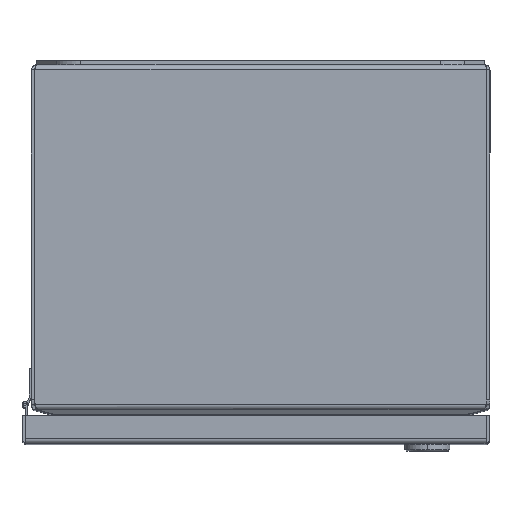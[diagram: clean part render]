
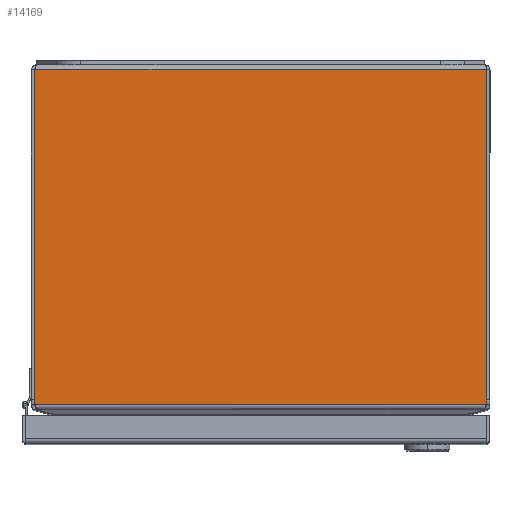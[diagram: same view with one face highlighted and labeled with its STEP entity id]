
A CAD part, top view. The second image highlights one B-rep face of the part: STEP entity #14169.
In plain terms, the highlighted planar face has unit normal (0, 0, 1).
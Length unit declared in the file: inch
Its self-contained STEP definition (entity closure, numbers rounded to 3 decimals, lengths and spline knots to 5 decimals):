
#104 = CARTESIAN_POINT ( 'NONE',  ( -3.94289, -0.086, 5. ) ) ;
#663 = EDGE_CURVE ( 'NONE', #13609, #7062, #6819, .T. ) ;
#995 = CARTESIAN_POINT ( 'NONE',  ( 3.66189, -5.83953, 5. ) ) ;
#1191 = VECTOR ( 'NONE', #5069, 39.37008 ) ;
#1661 = AXIS2_PLACEMENT_3D ( 'NONE', #6239, #15939, #12474 ) ;
#2047 = VERTEX_POINT ( 'NONE', #12723 ) ;
#2614 = ORIENTED_EDGE ( 'NONE', *, *, #17618, .F. ) ;
#2784 = CARTESIAN_POINT ( 'NONE',  ( 3.92653, -5.93401, 5. ) ) ;
#2856 = DIRECTION ( 'NONE',  ( 1., 0., 0. ) ) ;
#2960 = CARTESIAN_POINT ( 'NONE',  ( 3.94289, 0., 5. ) ) ;
#3474 = PLANE ( 'NONE',  #1661 ) ;
#3616 = VERTEX_POINT ( 'NONE', #13718 ) ;
#4072 = CARTESIAN_POINT ( 'NONE',  ( 3.94289, -5.83953, 5. ) ) ;
#4503 = VERTEX_POINT ( 'NONE', #2784 ) ;
#4702 = FACE_OUTER_BOUND ( 'NONE', #18552, .T. ) ;
#4991 = EDGE_CURVE ( 'NONE', #7062, #2047, #8988, .T. ) ;
#5069 = DIRECTION ( 'NONE',  ( -1., 0., 0. ) ) ;
#5826 = LINE ( 'NONE', #2960, #7717 ) ;
#6121 = CIRCLE ( 'NONE', #17534, 0.281 ) ;
#6239 = CARTESIAN_POINT ( 'NONE',  ( 27.527, 0., 5. ) ) ;
#6819 = LINE ( 'NONE', #8452, #7227 ) ;
#6930 = DIRECTION ( 'NONE',  ( -1., 0., 0. ) ) ;
#7062 = VERTEX_POINT ( 'NONE', #104 ) ;
#7227 = VECTOR ( 'NONE', #8261, 39.37008 ) ;
#7679 = CARTESIAN_POINT ( 'NONE',  ( -3.94289, -5.83953, 5. ) ) ;
#7717 = VECTOR ( 'NONE', #15129, 39.37008 ) ;
#8261 = DIRECTION ( 'NONE',  ( 0., 1., 0. ) ) ;
#8353 = ORIENTED_EDGE ( 'NONE', *, *, #4991, .F. ) ;
#8452 = CARTESIAN_POINT ( 'NONE',  ( -3.94289, 0., 5. ) ) ;
#8769 = ORIENTED_EDGE ( 'NONE', *, *, #663, .F. ) ;
#8988 = LINE ( 'NONE', #19821, #12546 ) ;
#9489 = EDGE_CURVE ( 'NONE', #3616, #13609, #6121, .T. ) ;
#12474 = DIRECTION ( 'NONE',  ( -1., 0., 0. ) ) ;
#12546 = VECTOR ( 'NONE', #2856, 39.37008 ) ;
#12723 = CARTESIAN_POINT ( 'NONE',  ( 3.94289, -0.086, 5. ) ) ;
#13166 = DIRECTION ( 'NONE',  ( 0., 0., -1. ) ) ;
#13325 = ORIENTED_EDGE ( 'NONE', *, *, #16492, .F. ) ;
#13467 = DIRECTION ( 'NONE',  ( 0., 1., 0. ) ) ;
#13609 = VERTEX_POINT ( 'NONE', #7679 ) ;
#13718 = CARTESIAN_POINT ( 'NONE',  ( -3.92653, -5.93401, 5. ) ) ;
#14169 = ADVANCED_FACE ( 'NONE', ( #4702 ), #3474, .F. ) ;
#14437 = VERTEX_POINT ( 'NONE', #4072 ) ;
#14689 = DIRECTION ( 'NONE',  ( 0., 0., -1. ) ) ;
#14997 = CARTESIAN_POINT ( 'NONE',  ( -3.66189, -5.83953, 5. ) ) ;
#15129 = DIRECTION ( 'NONE',  ( 0., -1., 0. ) ) ;
#15486 = AXIS2_PLACEMENT_3D ( 'NONE', #995, #14689, #13467 ) ;
#15939 = DIRECTION ( 'NONE',  ( 0., 0., -1. ) ) ;
#16199 = LINE ( 'NONE', #19258, #1191 ) ;
#16492 = EDGE_CURVE ( 'NONE', #4503, #3616, #16199, .T. ) ;
#17255 = ORIENTED_EDGE ( 'NONE', *, *, #19493, .F. ) ;
#17534 = AXIS2_PLACEMENT_3D ( 'NONE', #14997, #13166, #6930 ) ;
#17618 = EDGE_CURVE ( 'NONE', #14437, #4503, #19387, .T. ) ;
#18552 = EDGE_LOOP ( 'NONE', ( #2614, #17255, #8353, #8769, #19933, #13325 ) ) ;
#19258 = CARTESIAN_POINT ( 'NONE',  ( 27.527, -5.93401, 5. ) ) ;
#19387 = CIRCLE ( 'NONE', #15486, 0.281 ) ;
#19493 = EDGE_CURVE ( 'NONE', #2047, #14437, #5826, .T. ) ;
#19821 = CARTESIAN_POINT ( 'NONE',  ( -3.914, -0.086, 5. ) ) ;
#19933 = ORIENTED_EDGE ( 'NONE', *, *, #9489, .F. ) ;
